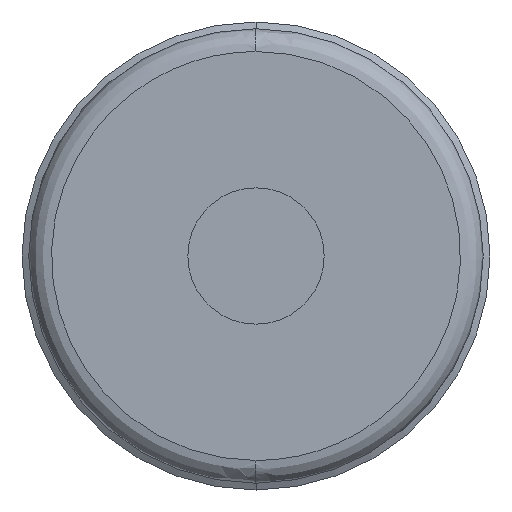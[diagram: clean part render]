
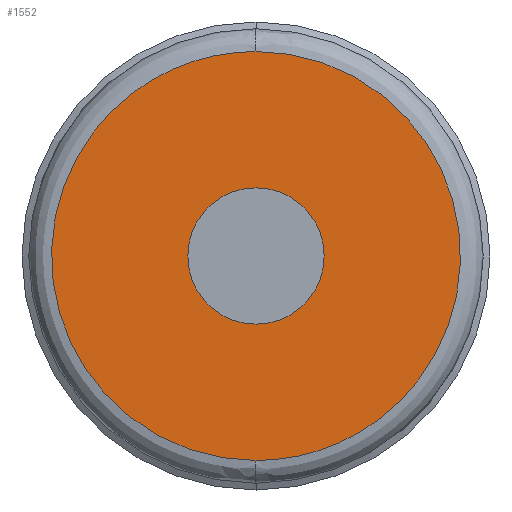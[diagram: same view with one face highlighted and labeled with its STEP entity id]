
A CAD part, front view. The second image highlights one B-rep face of the part: STEP entity #1552.
In plain terms, the highlighted planar face has unit normal (0, -1, 0).
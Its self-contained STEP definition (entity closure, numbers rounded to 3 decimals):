
#118 = DIRECTION ( 'NONE',  ( 0., 0., -1. ) ) ;
#129 = VERTEX_POINT ( 'NONE', #1078 ) ;
#301 = AXIS2_PLACEMENT_3D ( 'NONE', #1627, #1624, #682 ) ;
#363 = CARTESIAN_POINT ( 'NONE',  ( 0., 0., -4.5 ) ) ;
#369 = CARTESIAN_POINT ( 'NONE',  ( 9., 0., 4.5 ) ) ;
#405 = CARTESIAN_POINT ( 'NONE',  ( 0., 0., 0. ) ) ;
#415 = DIRECTION ( 'NONE',  ( 0., 1., 0. ) ) ;
#447 = FACE_OUTER_BOUND ( 'NONE', #1713, .T. ) ;
#454 = DIRECTION ( 'NONE',  ( 0., 0., -1. ) ) ;
#478 = FACE_BOUND ( 'NONE', #1737, .T. ) ;
#522 = CARTESIAN_POINT ( 'NONE',  ( 9., 0., -4.5 ) ) ;
#598 = EDGE_CURVE ( 'NONE', #1504, #129, #895, .T. ) ;
#682 = DIRECTION ( 'NONE',  ( 0., 0., -1. ) ) ;
#700 = EDGE_CURVE ( 'NONE', #129, #1504, #860, .T. ) ;
#727 = EDGE_CURVE ( 'NONE', #755, #1214, #1600, .T. ) ;
#738 = EDGE_CURVE ( 'NONE', #1214, #755, #931, .T. ) ;
#755 = VERTEX_POINT ( 'NONE', #1354 ) ;
#768 = CARTESIAN_POINT ( 'NONE',  ( 0., 0., 4.5 ) ) ;
#808 = CARTESIAN_POINT ( 'NONE',  ( 0., 0., -4.5 ) ) ;
#860 = CIRCLE ( 'NONE', #1166, 1.5 ) ;
#895 = CIRCLE ( 'NONE', #1218, 1.5 ) ;
#931 =( BOUNDED_CURVE ( )  B_SPLINE_CURVE ( 3, ( #977, #960, #1007, #1010 ),
 .UNSPECIFIED., .F., .T. ) 
 B_SPLINE_CURVE_WITH_KNOTS ( ( 4, 4 ),
 ( 0., 1. ),
 .UNSPECIFIED. ) 
 CURVE ( )  GEOMETRIC_REPRESENTATION_ITEM ( )  RATIONAL_B_SPLINE_CURVE ( ( 0.957, 0.319, 0.319, 0.957 ) ) 
 REPRESENTATION_ITEM ( '' )  );
#960 = CARTESIAN_POINT ( 'NONE',  ( -9., 0., -4.5 ) ) ;
#977 = CARTESIAN_POINT ( 'NONE',  ( 0., 0., -4.5 ) ) ;
#1007 = CARTESIAN_POINT ( 'NONE',  ( -9., 0., 4.5 ) ) ;
#1010 = CARTESIAN_POINT ( 'NONE',  ( 0., 0., 4.5 ) ) ;
#1078 = CARTESIAN_POINT ( 'NONE',  ( 0., 0., 1.5 ) ) ;
#1166 = AXIS2_PLACEMENT_3D ( 'NONE', #405, #415, #454 ) ;
#1214 = VERTEX_POINT ( 'NONE', #363 ) ;
#1218 = AXIS2_PLACEMENT_3D ( 'NONE', #1599, #1592, #118 ) ;
#1354 = CARTESIAN_POINT ( 'NONE',  ( 0., 0., 4.5 ) ) ;
#1504 = VERTEX_POINT ( 'NONE', #1680 ) ;
#1516 = ORIENTED_EDGE ( 'NONE', *, *, #738, .F. ) ;
#1518 = ORIENTED_EDGE ( 'NONE', *, *, #727, .F. ) ;
#1539 = ORIENTED_EDGE ( 'NONE', *, *, #700, .T. ) ;
#1544 = ORIENTED_EDGE ( 'NONE', *, *, #598, .T. ) ;
#1552 = ADVANCED_FACE ( 'NONE', ( #478, #447 ), #1639, .T. ) ;
#1592 = DIRECTION ( 'NONE',  ( 0., 1., 0. ) ) ;
#1599 = CARTESIAN_POINT ( 'NONE',  ( 0., 0., 0. ) ) ;
#1600 =( BOUNDED_CURVE ( )  B_SPLINE_CURVE ( 3, ( #768, #369, #522, #808 ),
 .UNSPECIFIED., .F., .T. ) 
 B_SPLINE_CURVE_WITH_KNOTS ( ( 4, 4 ),
 ( 0., 1. ),
 .UNSPECIFIED. ) 
 CURVE ( )  GEOMETRIC_REPRESENTATION_ITEM ( )  RATIONAL_B_SPLINE_CURVE ( ( 0.957, 0.319, 0.319, 0.957 ) ) 
 REPRESENTATION_ITEM ( '' )  );
#1624 = DIRECTION ( 'NONE',  ( 0., -1., 0. ) ) ;
#1627 = CARTESIAN_POINT ( 'NONE',  ( -4.554, 0., 4.554 ) ) ;
#1639 = PLANE ( 'NONE',  #301 ) ;
#1680 = CARTESIAN_POINT ( 'NONE',  ( 0., 0., -1.5 ) ) ;
#1713 = EDGE_LOOP ( 'NONE', ( #1518, #1516 ) ) ;
#1737 = EDGE_LOOP ( 'NONE', ( #1544, #1539 ) ) ;
